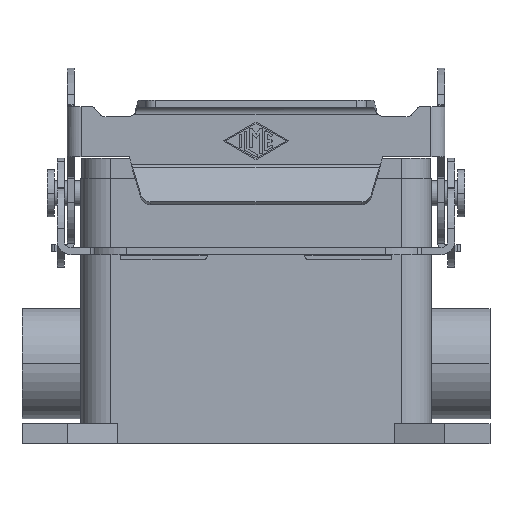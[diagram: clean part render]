
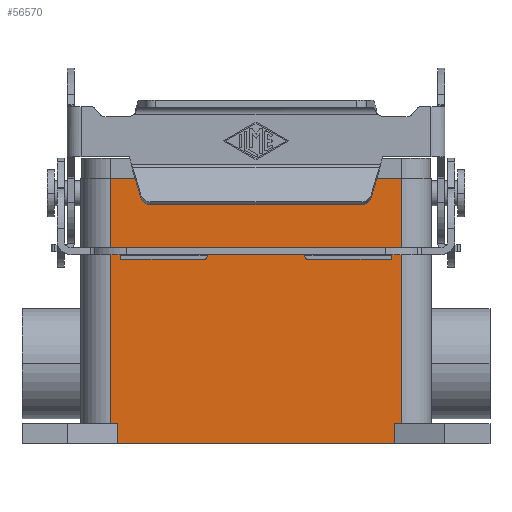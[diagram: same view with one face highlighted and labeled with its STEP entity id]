
A CAD part, front view. The second image highlights one B-rep face of the part: STEP entity #56570.
In plain terms, the highlighted planar face has unit normal (0, -1, 0).
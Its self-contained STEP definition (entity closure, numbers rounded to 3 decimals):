
#49840=CARTESIAN_POINT('',(-29.,-22.25,3.));
#49850=VERTEX_POINT('',#49840);
#49880=CARTESIAN_POINT('',(-29.,-22.25,-46.));
#49890=DIRECTION('',(0.,0.,1.));
#49900=VECTOR('',#49890,49.);
#49910=LINE('',#49880,#49900);
#49920=CARTESIAN_POINT('',(-29.,-22.25,-46.));
#49930=VERTEX_POINT('',#49920);
#49940=EDGE_CURVE('',#49930,#49850,#49910,.T.);
#50940=CARTESIAN_POINT('',(29.,-22.25,-46.));
#50950=DIRECTION('',(0.,0.,1.));
#50960=VECTOR('',#50950,49.);
#50970=LINE('',#50940,#50960);
#50980=CARTESIAN_POINT('',(29.,-22.25,-46.));
#50990=VERTEX_POINT('',#50980);
#51000=CARTESIAN_POINT('',(29.,-22.25,3.));
#51010=VERTEX_POINT('',#51000);
#51020=EDGE_CURVE('',#50990,#51010,#50970,.T.);
#51300=CARTESIAN_POINT('',(29.,-22.25,3.));
#51310=DIRECTION('',(-1.,0.,0.));
#51320=VECTOR('',#51310,58.);
#51330=LINE('',#51300,#51320);
#51340=EDGE_CURVE('',#51010,#49850,#51330,.T.);
#51660=CARTESIAN_POINT('',(-27.75,-22.25,-46.));
#51670=DIRECTION('',(-1.,0.,0.));
#51680=VECTOR('',#51670,1.25);
#51690=LINE('',#51660,#51680);
#51700=CARTESIAN_POINT('',(-27.75,-22.25,-46.));
#51710=VERTEX_POINT('',#51700);
#51720=EDGE_CURVE('',#51710,#49930,#51690,.T.);
#52760=CARTESIAN_POINT('',(27.75,-22.25,-46.));
#52770=VERTEX_POINT('',#52760);
#52800=CARTESIAN_POINT('',(29.,-22.25,-46.));
#52810=DIRECTION('',(-1.,0.,0.));
#52820=VECTOR('',#52810,1.25);
#52830=LINE('',#52800,#52820);
#52840=EDGE_CURVE('',#50990,#52770,#52830,.T.);
#56160=CARTESIAN_POINT('',(27.75,-22.25,-50.));
#56170=VERTEX_POINT('',#56160);
#56200=CARTESIAN_POINT('',(27.75,-22.25,-50.));
#56210=DIRECTION('',(0.,0.,1.));
#56220=VECTOR('',#56210,4.);
#56230=LINE('',#56200,#56220);
#56240=EDGE_CURVE('',#56170,#52770,#56230,.T.);
#56300=CARTESIAN_POINT('',(27.75,-22.25,-50.));
#56310=DIRECTION('',(0.,-1.,0.));
#56320=DIRECTION('',(0.,0.,-1.));
#56330=AXIS2_PLACEMENT_3D('',#56300,#56310,#56320);
#56340=PLANE('',#56330);
#56350=ORIENTED_EDGE('',*,*,#51720,.F.);
#56360=ORIENTED_EDGE('',*,*,#49940,.F.);
#56370=ORIENTED_EDGE('',*,*,#51340,.T.);
#56380=ORIENTED_EDGE('',*,*,#51020,.T.);
#56390=ORIENTED_EDGE('',*,*,#52840,.F.);
#56400=ORIENTED_EDGE('',*,*,#56240,.T.);
#56410=CARTESIAN_POINT('',(27.75,-22.25,-50.));
#56420=DIRECTION('',(-1.,0.,0.));
#56430=VECTOR('',#56420,55.5);
#56440=LINE('',#56410,#56430);
#56450=CARTESIAN_POINT('',(-27.75,-22.25,-50.));
#56460=VERTEX_POINT('',#56450);
#56470=EDGE_CURVE('',#56170,#56460,#56440,.T.);
#56480=ORIENTED_EDGE('',*,*,#56470,.F.);
#56490=CARTESIAN_POINT('',(-27.75,-22.25,-50.));
#56500=DIRECTION('',(0.,0.,1.));
#56510=VECTOR('',#56500,4.);
#56520=LINE('',#56490,#56510);
#56530=EDGE_CURVE('',#56460,#51710,#56520,.T.);
#56540=ORIENTED_EDGE('',*,*,#56530,.F.);
#56550=EDGE_LOOP('',(#56540,#56480,#56400,#56390,#56380,#56370,#56360,
#56350));
#56560=FACE_OUTER_BOUND('',#56550,.T.);
#56570=ADVANCED_FACE('',(#56560),#56340,.T.);
